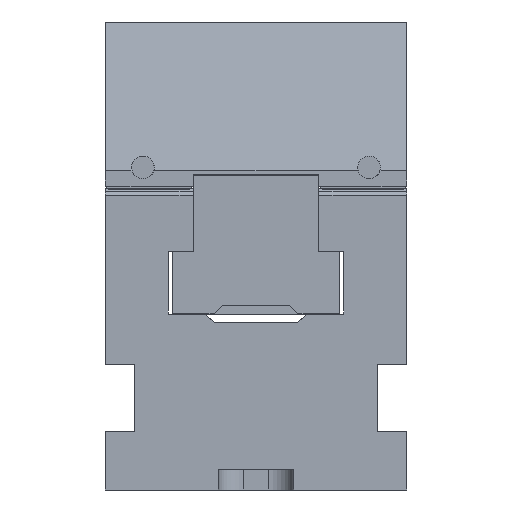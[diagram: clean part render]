
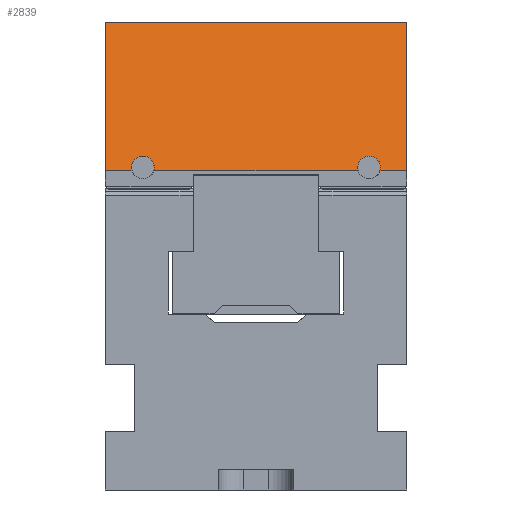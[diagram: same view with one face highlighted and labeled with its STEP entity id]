
A CAD part, front view. The second image highlights one B-rep face of the part: STEP entity #2839.
In plain terms, the highlighted face is planar.
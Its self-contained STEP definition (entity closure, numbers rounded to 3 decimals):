
#2839 = ADVANCED_FACE( '', ( #7696 ), #7697, .F. );
#7696 = FACE_OUTER_BOUND( '', #14850, .T. );
#7697 = PLANE( '', #14851 );
#14850 = EDGE_LOOP( '', ( #22586, #22587, #22588, #22589, #22590, #22591, #22592, #22593 ) );
#14851 = AXIS2_PLACEMENT_3D( '', #22594, #22595, #22596 );
#22586 = ORIENTED_EDGE( '', *, *, #44477, .T. );
#22587 = ORIENTED_EDGE( '', *, *, #43898, .T. );
#22588 = ORIENTED_EDGE( '', *, *, #44478, .T. );
#22589 = ORIENTED_EDGE( '', *, *, #44479, .T. );
#22590 = ORIENTED_EDGE( '', *, *, #44480, .F. );
#22591 = ORIENTED_EDGE( '', *, *, #44481, .F. );
#22592 = ORIENTED_EDGE( '', *, *, #44482, .T. );
#22593 = ORIENTED_EDGE( '', *, *, #44483, .T. );
#22594 = CARTESIAN_POINT( '', ( 36., 14.5, 20. ) );
#22595 = DIRECTION( '', ( 0., -0.966, -0.259 ) );
#22596 = DIRECTION( '', ( 0., 0.259, -0.966 ) );
#43898 = EDGE_CURVE( '', #52801, #52802, #52803, .T. );
#44477 = EDGE_CURVE( '', #53837, #52801, #53838, .T. );
#44478 = EDGE_CURVE( '', #52802, #53839, #53840, .T. );
#44479 = EDGE_CURVE( '', #53839, #53841, #53842, .T. );
#44480 = EDGE_CURVE( '', #53843, #53841, #53844, .T. );
#44481 = EDGE_CURVE( '', #53845, #53843, #53846, .T. );
#44482 = EDGE_CURVE( '', #53845, #53847, #53848, .T. );
#44483 = EDGE_CURVE( '', #53847, #53837, #53849, .T. );
#52801 = VERTEX_POINT( '', #66116 );
#52802 = VERTEX_POINT( '', #66117 );
#52803 = ELLIPSE( '', #66118, 2.795, 2.7 );
#53837 = VERTEX_POINT( '', #67597 );
#53838 = LINE( '', #67598, #67599 );
#53839 = VERTEX_POINT( '', #67600 );
#53840 = LINE( '', #67601, #67602 );
#53841 = VERTEX_POINT( '', #67603 );
#53842 = LINE( '', #67604, #67605 );
#53843 = VERTEX_POINT( '', #67606 );
#53844 = LINE( '', #67607, #67608 );
#53845 = VERTEX_POINT( '', #67609 );
#53846 = LINE( '', #67610, #67611 );
#53847 = VERTEX_POINT( '', #67612 );
#53848 = LINE( '', #67613, #67614 );
#53849 = ELLIPSE( '', #67615, 2.795, 2.7 );
#66116 = CARTESIAN_POINT( '', ( -24.408, 24., -15.454 ) );
#66117 = CARTESIAN_POINT( '', ( -29.592, 24., -15.454 ) );
#66118 = AXIS2_PLACEMENT_3D( '', #85655, #85656, #85657 );
#67597 = CARTESIAN_POINT( '', ( 24.408, 24., -15.454 ) );
#67598 = CARTESIAN_POINT( '', ( 36., 24., -15.454 ) );
#67599 = VECTOR( '', #86181, 1000. );
#67600 = CARTESIAN_POINT( '', ( -36., 24., -15.454 ) );
#67601 = CARTESIAN_POINT( '', ( 36., 24., -15.454 ) );
#67602 = VECTOR( '', #86182, 1000. );
#67603 = CARTESIAN_POINT( '', ( -36., 14.5, 20. ) );
#67604 = CARTESIAN_POINT( '', ( -36., 14.5, 20. ) );
#67605 = VECTOR( '', #86183, 1000. );
#67606 = CARTESIAN_POINT( '', ( 36., 14.5, 20. ) );
#67607 = CARTESIAN_POINT( '', ( 36., 14.5, 20. ) );
#67608 = VECTOR( '', #86184, 1000. );
#67609 = CARTESIAN_POINT( '', ( 36., 24., -15.454 ) );
#67610 = CARTESIAN_POINT( '', ( 36., 14.5, 20. ) );
#67611 = VECTOR( '', #86185, 1000. );
#67612 = CARTESIAN_POINT( '', ( 29.592, 24., -15.454 ) );
#67613 = CARTESIAN_POINT( '', ( 36., 24., -15.454 ) );
#67614 = VECTOR( '', #86186, 1000. );
#67615 = AXIS2_PLACEMENT_3D( '', #86187, #86188, #86189 );
#85655 = CARTESIAN_POINT( '', ( -27., 23.798, -14.7 ) );
#85656 = DIRECTION( '', ( 0., -0.966, -0.259 ) );
#85657 = DIRECTION( '', ( 0., 0.259, -0.966 ) );
#86181 = DIRECTION( '', ( -1., 0., 0. ) );
#86182 = DIRECTION( '', ( -1., 0., 0. ) );
#86183 = DIRECTION( '', ( 0., -0.259, 0.966 ) );
#86184 = DIRECTION( '', ( -1., 0., 0. ) );
#86185 = DIRECTION( '', ( 0., -0.259, 0.966 ) );
#86186 = DIRECTION( '', ( -1., 0., 0. ) );
#86187 = CARTESIAN_POINT( '', ( 27., 23.798, -14.7 ) );
#86188 = DIRECTION( '', ( 0., -0.966, -0.259 ) );
#86189 = DIRECTION( '', ( 0., 0.259, -0.966 ) );
